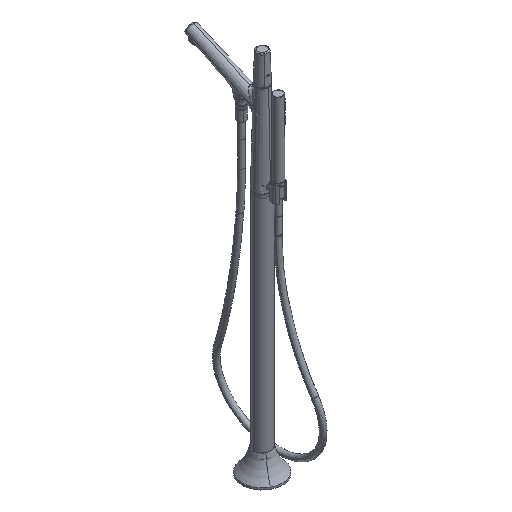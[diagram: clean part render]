
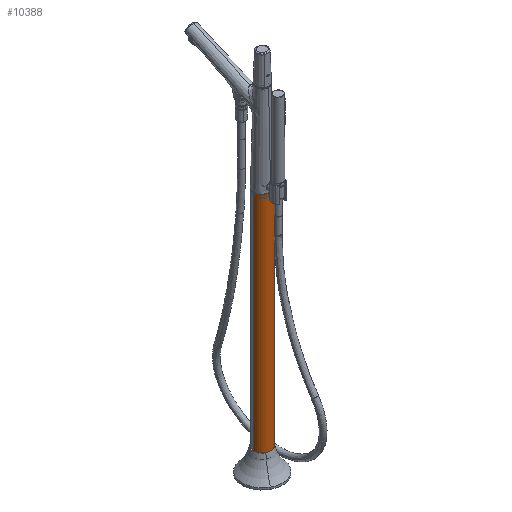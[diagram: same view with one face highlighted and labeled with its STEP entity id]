
A CAD part, isometric view. The second image highlights one B-rep face of the part: STEP entity #10388.
In plain terms, the highlighted cylindrical face has radius 21 mm (diameter 42 mm), a partial arc.
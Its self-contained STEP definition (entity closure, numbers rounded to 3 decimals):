
#10332=CARTESIAN_POINT('Axis2P3D Location',(0.,0.,-535.)) ;
#10337=CARTESIAN_POINT('Line Origine',(-21.,0.,-535.)) ;
#10341=CARTESIAN_POINT('Vertex',(-21.,0.,-844.)) ;
#10343=CARTESIAN_POINT('Vertex',(-21.,0.,-225.)) ;
#10350=CARTESIAN_POINT('Vertex',(21.,0.,-225.)) ;
#10353=CARTESIAN_POINT('Line Origine',(21.,0.,-535.)) ;
#10357=CARTESIAN_POINT('Vertex',(21.,0.,-844.)) ;
#10372=CARTESIAN_POINT('Axis2P3D Location',(0.,0.,-225.)) ;
#10377=CARTESIAN_POINT('Axis2P3D Location',(0.,0.,-844.)) ;
#10333=DIRECTION('Axis2P3D Direction',(0.,0.,1.)) ;
#10334=DIRECTION('Axis2P3D XDirection',(1.,0.,0.)) ;
#10338=DIRECTION('Vector Direction',(0.,0.,1.)) ;
#10354=DIRECTION('Vector Direction',(0.,0.,1.)) ;
#10373=DIRECTION('Axis2P3D Direction',(0.,0.,1.)) ;
#10378=DIRECTION('Axis2P3D Direction',(0.,0.,1.)) ;
#10335=AXIS2_PLACEMENT_3D('Cylinder Axis2P3D',#10332,#10333,#10334) ;
#10374=AXIS2_PLACEMENT_3D('Circle Axis2P3D',#10372,#10373,$) ;
#10379=AXIS2_PLACEMENT_3D('Circle Axis2P3D',#10377,#10378,$) ;
#10383=ORIENTED_EDGE('',*,*,#10359,.T.) ;
#10384=ORIENTED_EDGE('',*,*,#10376,.F.) ;
#10385=ORIENTED_EDGE('',*,*,#10345,.F.) ;
#10386=ORIENTED_EDGE('',*,*,#10381,.T.) ;
#10339=VECTOR('Line Direction',#10338,1.) ;
#10355=VECTOR('Line Direction',#10354,1.) ;
#10388=ADVANCED_FACE('P45248.1\\PartBody',(#10387),#10336,.T.) ;
#10375=CIRCLE('generated circle',#10374,21.) ;
#10380=CIRCLE('generated circle',#10379,21.) ;
#10336=CYLINDRICAL_SURFACE('generated cylinder',#10335,21.) ;
#10345=EDGE_CURVE('',#10342,#10344,#10340,.T.) ;
#10359=EDGE_CURVE('',#10358,#10351,#10356,.T.) ;
#10376=EDGE_CURVE('',#10344,#10351,#10375,.T.) ;
#10381=EDGE_CURVE('',#10342,#10358,#10380,.T.) ;
#10382=EDGE_LOOP('',(#10383,#10384,#10385,#10386)) ;
#10387=FACE_OUTER_BOUND('',#10382,.T.) ;
#10340=LINE('Line',#10337,#10339) ;
#10356=LINE('Line',#10353,#10355) ;
#10342=VERTEX_POINT('',#10341) ;
#10344=VERTEX_POINT('',#10343) ;
#10351=VERTEX_POINT('',#10350) ;
#10358=VERTEX_POINT('',#10357) ;
